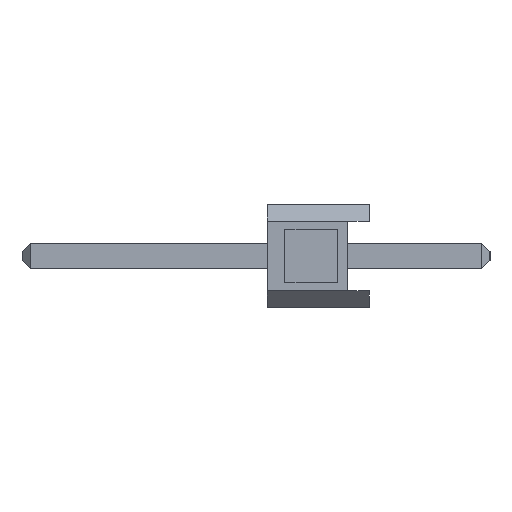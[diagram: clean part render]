
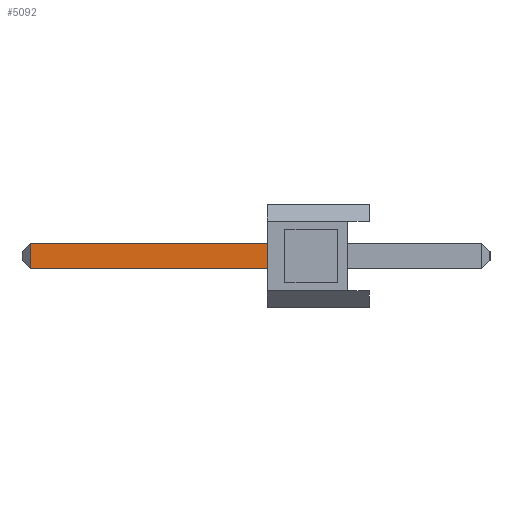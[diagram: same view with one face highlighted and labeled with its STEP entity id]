
A CAD part, left-side view. The second image highlights one B-rep face of the part: STEP entity #5092.
In plain terms, the highlighted planar face has unit normal (-1, 0, 0).
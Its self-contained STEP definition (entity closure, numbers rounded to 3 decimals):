
#104 = VERTEX_POINT ( 'NONE', #26678 ) ;
#1499 = DIRECTION ( 'NONE',  ( -1., 0., 0. ) ) ;
#1793 = LINE ( 'NONE', #2583, #25370 ) ;
#2284 = VECTOR ( 'NONE', #19840, 1000. ) ;
#2583 = CARTESIAN_POINT ( 'NONE',  ( -0.32, -3., -0.32 ) ) ;
#3457 = ORIENTED_EDGE ( 'NONE', *, *, #16374, .T. ) ;
#3803 = AXIS2_PLACEMENT_3D ( 'NONE', #10598, #1499, #19409 ) ;
#5092 = ADVANCED_FACE ( 'NONE', ( #14967 ), #28430, .T. ) ;
#7615 = CARTESIAN_POINT ( 'NONE',  ( -0.32, 8.44, -0.32 ) ) ;
#7780 = CARTESIAN_POINT ( 'NONE',  ( -0.32, 2.54, -0.32 ) ) ;
#8508 = DIRECTION ( 'NONE',  ( 0., 1., 0. ) ) ;
#8818 = CARTESIAN_POINT ( 'NONE',  ( -0.32, -3., 0.32 ) ) ;
#10598 = CARTESIAN_POINT ( 'NONE',  ( -0.32, -3., -0.32 ) ) ;
#10901 = VERTEX_POINT ( 'NONE', #7780 ) ;
#14199 = LINE ( 'NONE', #8818, #37331 ) ;
#14967 = FACE_OUTER_BOUND ( 'NONE', #35401, .T. ) ;
#16374 = EDGE_CURVE ( 'NONE', #104, #37285, #14199, .T. ) ;
#19409 = DIRECTION ( 'NONE',  ( 0., 0., 1. ) ) ;
#19840 = DIRECTION ( 'NONE',  ( 0., 0., -1. ) ) ;
#20600 = VECTOR ( 'NONE', #35301, 1000. ) ;
#21411 = VERTEX_POINT ( 'NONE', #37617 ) ;
#21549 = LINE ( 'NONE', #32385, #20600 ) ;
#22576 = CARTESIAN_POINT ( 'NONE',  ( -0.32, 8.44, 0.32 ) ) ;
#25370 = VECTOR ( 'NONE', #8508, 1000. ) ;
#26666 = ORIENTED_EDGE ( 'NONE', *, *, #33407, .F. ) ;
#26678 = CARTESIAN_POINT ( 'NONE',  ( -0.32, 2.54, 0.32 ) ) ;
#28430 = PLANE ( 'NONE',  #3803 ) ;
#28924 = ORIENTED_EDGE ( 'NONE', *, *, #31071, .F. ) ;
#30633 = ORIENTED_EDGE ( 'NONE', *, *, #30995, .T. ) ;
#30995 = EDGE_CURVE ( 'NONE', #37285, #21411, #35795, .T. ) ;
#31071 = EDGE_CURVE ( 'NONE', #10901, #21411, #1793, .T. ) ;
#32385 = CARTESIAN_POINT ( 'NONE',  ( -0.32, 2.54, 0. ) ) ;
#33407 = EDGE_CURVE ( 'NONE', #104, #10901, #21549, .T. ) ;
#35301 = DIRECTION ( 'NONE',  ( 0., 0., -1. ) ) ;
#35401 = EDGE_LOOP ( 'NONE', ( #3457, #30633, #28924, #26666 ) ) ;
#35795 = LINE ( 'NONE', #7615, #2284 ) ;
#36028 = DIRECTION ( 'NONE',  ( 0., 1., 0. ) ) ;
#37285 = VERTEX_POINT ( 'NONE', #22576 ) ;
#37331 = VECTOR ( 'NONE', #36028, 1000. ) ;
#37617 = CARTESIAN_POINT ( 'NONE',  ( -0.32, 8.44, -0.32 ) ) ;
